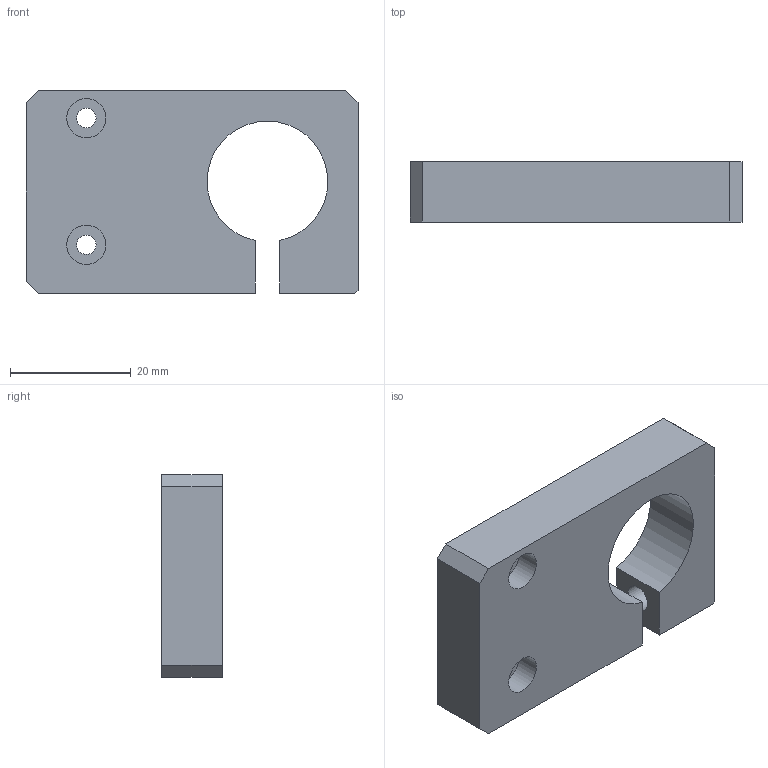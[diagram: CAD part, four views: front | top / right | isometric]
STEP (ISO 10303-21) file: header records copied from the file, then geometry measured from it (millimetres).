
FILE_DESCRIPTION (( 'STEP AP203' ), '1' );
FILE_NAME ('0018779 STEP.STEP', '2026-01-14T14:35:53', ( '' ), ( '' ), 'SwSTEP 2.0', 'SolidWorks 2024', '' );
FILE_SCHEMA (( 'CONFIG_CONTROL_DESIGN' ));
Length unit declared in the file: millimetre
Products named in the file (1): 0018779 STEP
Bounding box: 55 x 10 x 33.5 mm (x, y, z)
Volume: 14098 mm3; surface area: 5980.3 mm2
Topology: 1 solids, 1 shells, 25 faces, 59 edges, 39 vertices
Faces by surface type: plane 16, cylinder 8, cone 1
Full cylindrical faces by diameter (mm): 3.2 x2, 3.3 x1, 4.5 x1, 6.5 x2, 7.5 x1
Entity records: 761 total; most frequent: DIRECTION 118, CARTESIAN_POINT 114, ORIENTED_EDGE 100, EDGE_CURVE 50, AXIS2_PLACEMENT_3D 42, EDGE_LOOP 42, VERTEX_POINT 38, VECTOR 34
